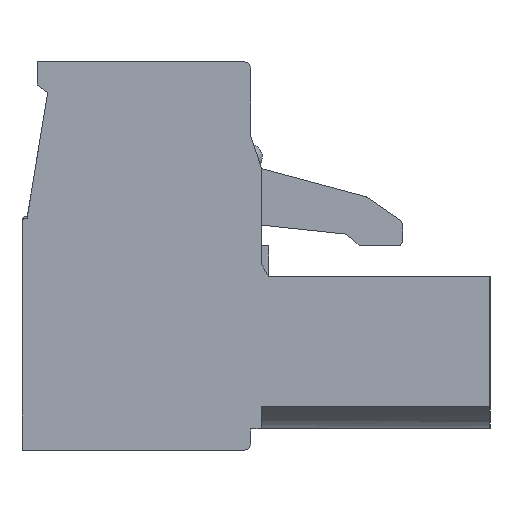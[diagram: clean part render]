
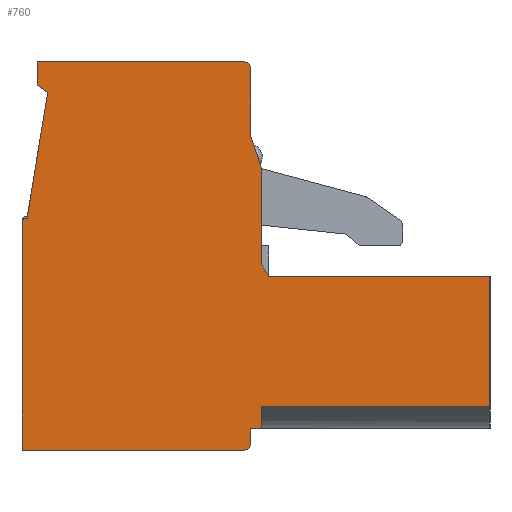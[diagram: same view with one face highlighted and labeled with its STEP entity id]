
A CAD part, left-side view. The second image highlights one B-rep face of the part: STEP entity #760.
In plain terms, the highlighted planar face has unit normal (-1, 0, 0).
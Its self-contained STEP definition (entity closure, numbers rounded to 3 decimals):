
#760=ADVANCED_FACE('3606',(#2769),#2770,.T.);
#2769=FACE_OUTER_BOUND('',#5294,.T.);
#2770=PLANE('',#5295);
#5294=EDGE_LOOP('',(#12906,#12907,#12908,#12909,#12910,#12911,#12912,#12913,#12914,#12915,#12916,#12917,#12918,#12919,#12920,#12921,#12922,#12923,#12924));
#5295=AXIS2_PLACEMENT_3D('',#12925,#12926,#12927);
#12906=ORIENTED_EDGE('',*,*,#19370,.F.);
#12907=ORIENTED_EDGE('',*,*,#19371,.F.);
#12908=ORIENTED_EDGE('',*,*,#17753,.T.);
#12909=ORIENTED_EDGE('',*,*,#17760,.T.);
#12910=ORIENTED_EDGE('',*,*,#17763,.F.);
#12911=ORIENTED_EDGE('',*,*,#17766,.T.);
#12912=ORIENTED_EDGE('',*,*,#17780,.F.);
#12913=ORIENTED_EDGE('',*,*,#19372,.F.);
#12914=ORIENTED_EDGE('',*,*,#19373,.T.);
#12915=ORIENTED_EDGE('',*,*,#17839,.T.);
#12916=ORIENTED_EDGE('',*,*,#19374,.T.);
#12917=ORIENTED_EDGE('',*,*,#19375,.F.);
#12918=ORIENTED_EDGE('',*,*,#18037,.F.);
#12919=ORIENTED_EDGE('',*,*,#18060,.F.);
#12920=ORIENTED_EDGE('',*,*,#18127,.T.);
#12921=ORIENTED_EDGE('',*,*,#18131,.F.);
#12922=ORIENTED_EDGE('',*,*,#17648,.T.);
#12923=ORIENTED_EDGE('',*,*,#17674,.T.);
#12924=ORIENTED_EDGE('',*,*,#17679,.F.);
#12925=CARTESIAN_POINT('',(-5.0,-9.1,-7.55));
#12926=DIRECTION('',(-1.0,0.0,0.0));
#12927=DIRECTION('',(0.0,0.0,1.0));
#17648=EDGE_CURVE('4719',#21763,#21764,#21765,.T.);
#17674=EDGE_CURVE('4718',#21764,#21804,#21805,.T.);
#17679=EDGE_CURVE('4717',#21812,#21804,#21814,.T.);
#17753=EDGE_CURVE('4730',#21956,#21957,#21958,.T.);
#17760=EDGE_CURVE('4729',#21957,#21969,#21970,.T.);
#17763=EDGE_CURVE('4854',#21974,#21969,#21975,.T.);
#17766=EDGE_CURVE('4728',#21974,#21979,#21980,.T.);
#17780=EDGE_CURVE('4727',#22005,#21979,#22007,.T.);
#17839=EDGE_CURVE('4724',#22120,#22118,#22121,.T.);
#18037=EDGE_CURVE('4721',#22463,#22464,#22465,.T.);
#18060=EDGE_CURVE('4859',#22505,#22463,#22508,.T.);
#18127=EDGE_CURVE('4720',#22505,#22634,#22637,.T.);
#18131=EDGE_CURVE('4855',#21763,#22634,#22641,.T.);
#19370=EDGE_CURVE('4731',#24534,#21812,#24536,.T.);
#19371=EDGE_CURVE('4737',#21956,#24534,#24537,.T.);
#19372=EDGE_CURVE('4726',#24538,#22005,#24539,.T.);
#19373=EDGE_CURVE('4725',#24538,#22120,#24540,.T.);
#19374=EDGE_CURVE('4723',#22118,#24541,#24542,.T.);
#19375=EDGE_CURVE('4722',#22464,#24541,#24543,.T.);
#21763=VERTEX_POINT('',#32893);
#21764=VERTEX_POINT('',#32894);
#21765=LINE('',#32895,#32896);
#21804=VERTEX_POINT('',#32938);
#21805=LINE('',#32939,#32940);
#21812=VERTEX_POINT('',#32950);
#21814=LINE('',#32953,#32954);
#21956=VERTEX_POINT('',#33167);
#21957=VERTEX_POINT('',#33168);
#21958=LINE('',#33169,#33170);
#21969=VERTEX_POINT('',#33187);
#21970=LINE('',#33188,#33189);
#21974=VERTEX_POINT('',#33195);
#21975=CIRCLE('',#33196,0.3);
#21979=VERTEX_POINT('',#33201);
#21980=LINE('',#33202,#33203);
#22005=VERTEX_POINT('',#33240);
#22007=LINE('',#33243,#33244);
#22118=VERTEX_POINT('',#33407);
#22120=VERTEX_POINT('',#33410);
#22121=LINE('',#33411,#33412);
#22463=VERTEX_POINT('',#33839);
#22464=VERTEX_POINT('',#33840);
#22465=LINE('',#33841,#33842);
#22505=VERTEX_POINT('',#33902);
#22508=LINE('',#33906,#33907);
#22634=VERTEX_POINT('',#34070);
#22637=LINE('',#34074,#34075);
#22641=CIRCLE('',#34082,0.3);
#24534=VERTEX_POINT('',#42969);
#24536=LINE('',#42972,#42973);
#24537=CIRCLE('',#42974,0.2);
#24538=VERTEX_POINT('',#42975);
#24539=LINE('',#42976,#42977);
#24540=LINE('',#42978,#42979);
#24541=VERTEX_POINT('',#42980);
#24542=LINE('',#42981,#42982);
#24543=LINE('',#42983,#42984);
#32893=CARTESIAN_POINT('',(-5.0,-8.6,0.0));
#32894=CARTESIAN_POINT('',(-5.0,-0.6,0.0));
#32895=CARTESIAN_POINT('',(-5.0,-8.6,0.0));
#32896=VECTOR('',#46768,8.0);
#32938=CARTESIAN_POINT('',(-5.0,-0.6,-0.9));
#32939=CARTESIAN_POINT('',(-5.0,-0.6,0.0));
#32940=VECTOR('',#46838,0.9);
#32950=CARTESIAN_POINT('',(-5.0,-1.0,-1.2));
#32953=CARTESIAN_POINT('',(-5.0,-1.0,-1.2));
#32954=VECTOR('',#46843,0.5);
#33167=CARTESIAN_POINT('',(-5.0,0.0,-6.275));
#33168=CARTESIAN_POINT('',(-5.0,0.0,-15.1));
#33169=CARTESIAN_POINT('',(-5.0,0.0,-6.275));
#33170=VECTOR('',#46921,8.825);
#33187=CARTESIAN_POINT('',(-5.0,-8.6,-15.1));
#33188=CARTESIAN_POINT('',(-5.0,0.0,-15.1));
#33189=VECTOR('',#46928,8.6);
#33195=CARTESIAN_POINT('',(-5.0,-8.9,-14.8));
#33196=AXIS2_PLACEMENT_3D('',#46931,#46932,#46933);
#33201=CARTESIAN_POINT('',(-5.0,-8.9,-14.275));
#33202=CARTESIAN_POINT('',(-5.0,-8.9,-14.8));
#33203=VECTOR('',#46938,0.525);
#33240=CARTESIAN_POINT('',(-5.0,-9.3,-14.275));
#33243=CARTESIAN_POINT('',(-5.0,-9.3,-14.275));
#33244=VECTOR('',#46952,0.4);
#33407=CARTESIAN_POINT('',(-5.0,-18.2,-8.35));
#33410=CARTESIAN_POINT('',(-5.0,-18.2,-13.415));
#33411=CARTESIAN_POINT('',(-5.0,-18.2,-13.415));
#33412=VECTOR('',#47021,5.065);
#33839=CARTESIAN_POINT('',(-5.0,-9.3,-4.1));
#33840=CARTESIAN_POINT('',(-5.0,-9.3,-7.85));
#33841=CARTESIAN_POINT('',(-5.0,-9.3,-4.1));
#33842=VECTOR('',#47443,3.75);
#33902=CARTESIAN_POINT('',(-5.0,-8.9,-2.9));
#33906=CARTESIAN_POINT('',(-5.0,-8.9,-2.9));
#33907=VECTOR('',#47468,1.265);
#34070=CARTESIAN_POINT('',(-5.0,-8.9,-0.3));
#34074=CARTESIAN_POINT('',(-5.0,-8.9,-2.9));
#34075=VECTOR('',#47591,2.6);
#34082=AXIS2_PLACEMENT_3D('',#47595,#47596,#47597);
#42969=CARTESIAN_POINT('',(-5.0,-0.2,-6.075));
#42972=CARTESIAN_POINT('',(-5.0,-0.2,-6.075));
#42973=VECTOR('',#49087,4.94);
#42974=AXIS2_PLACEMENT_3D('',#49088,#49089,#49090);
#42975=CARTESIAN_POINT('',(-5.0,-9.3,-13.415));
#42976=CARTESIAN_POINT('',(-5.0,-9.3,-13.415));
#42977=VECTOR('',#49091,0.86);
#42978=CARTESIAN_POINT('',(-5.0,-9.3,-13.415));
#42979=VECTOR('',#49092,8.9);
#42980=CARTESIAN_POINT('',(-5.0,-9.6,-8.35));
#42981=CARTESIAN_POINT('',(-5.0,-18.2,-8.35));
#42982=VECTOR('',#49093,8.6);
#42983=CARTESIAN_POINT('',(-5.0,-9.3,-7.85));
#42984=VECTOR('',#49094,0.583);
#46768=DIRECTION('',(0.0,1.0,0.0));
#46838=DIRECTION('',(0.0,0.,-1.0));
#46843=DIRECTION('',(0.0,0.8,0.6));
#46921=DIRECTION('',(0.0,0.0,-1.0));
#46928=DIRECTION('',(0.0,-1.0,0.0));
#46931=CARTESIAN_POINT('',(-5.0,-8.6,-14.8));
#46932=DIRECTION('',(1.0,0.0,0.0));
#46933=DIRECTION('',(0.0,-1.0,0.0));
#46938=DIRECTION('',(0.0,0.0,1.0));
#46952=DIRECTION('',(0.0,1.0,0.0));
#47021=DIRECTION('',(0.0,0.0,1.0));
#47443=DIRECTION('',(0.0,0.,-1.0));
#47468=DIRECTION('',(0.0,-0.316,-0.949));
#47591=DIRECTION('',(0.0,0.0,1.0));
#47595=CARTESIAN_POINT('',(-5.0,-8.6,-0.3));
#47596=DIRECTION('',(1.0,0.0,-0.0));
#47597=DIRECTION('',(0.0,0.0,1.0));
#49087=DIRECTION('',(0.0,-0.162,0.987));
#49088=CARTESIAN_POINT('',(-5.0,-0.2,-6.275));
#49089=DIRECTION('',(1.0,0.0,0.0));
#49090=DIRECTION('',(0.0,1.0,0.0));
#49091=DIRECTION('',(0.0,0.0,-1.0));
#49092=DIRECTION('',(0.0,-1.0,0.0));
#49093=DIRECTION('',(0.0,1.0,0.0));
#49094=DIRECTION('',(0.0,-0.514,-0.857));
